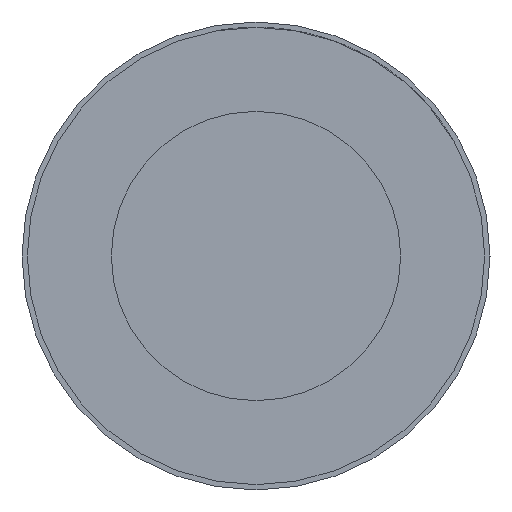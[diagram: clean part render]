
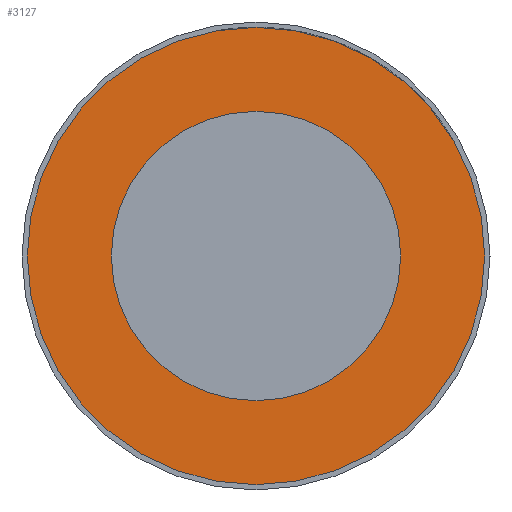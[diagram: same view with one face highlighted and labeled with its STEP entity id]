
A CAD part, left-side view. The second image highlights one B-rep face of the part: STEP entity #3127.
In plain terms, the highlighted planar face has unit normal (-1, 0, 0).
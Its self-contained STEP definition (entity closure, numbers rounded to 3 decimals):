
#136 = AXIS2_PLACEMENT_3D ( 'NONE', #2671, #1133, #3618 ) ;
#604 = DIRECTION ( 'NONE',  ( 0., 0., 1. ) ) ;
#678 = ORIENTED_EDGE ( 'NONE', *, *, #5376, .F. ) ;
#680 = CARTESIAN_POINT ( 'NONE',  ( 0., 0., -10.75 ) ) ;
#895 = PLANE ( 'NONE',  #4210 ) ;
#905 = DIRECTION ( 'NONE',  ( 0., 0., 1. ) ) ;
#1133 = DIRECTION ( 'NONE',  ( -1., 0., 0. ) ) ;
#1433 = EDGE_LOOP ( 'NONE', ( #5892, #1871 ) ) ;
#1518 = ORIENTED_EDGE ( 'NONE', *, *, #4615, .F. ) ;
#1857 = CIRCLE ( 'NONE', #5923, 6.8 ) ;
#1871 = ORIENTED_EDGE ( 'NONE', *, *, #5711, .T. ) ;
#1907 = CARTESIAN_POINT ( 'NONE',  ( 0., 0., 0. ) ) ;
#1974 = DIRECTION ( 'NONE',  ( 0., 0., 1. ) ) ;
#2294 = AXIS2_PLACEMENT_3D ( 'NONE', #5199, #5732, #604 ) ;
#2366 = FACE_BOUND ( 'NONE', #5018, .T. ) ;
#2608 = CIRCLE ( 'NONE', #4655, 10.75 ) ;
#2616 = CARTESIAN_POINT ( 'NONE',  ( 0., 0., 0. ) ) ;
#2671 = CARTESIAN_POINT ( 'NONE',  ( 0., 0., 0. ) ) ;
#2680 = DIRECTION ( 'NONE',  ( -1., 0., 0. ) ) ;
#2843 = CARTESIAN_POINT ( 'NONE',  ( 0., 0., -6.8 ) ) ;
#2969 = DIRECTION ( 'NONE',  ( -1., 0., 0. ) ) ;
#3127 = ADVANCED_FACE ( 'NONE', ( #2366, #3404 ), #895, .T. ) ;
#3151 = VERTEX_POINT ( 'NONE', #2843 ) ;
#3215 = DIRECTION ( 'NONE',  ( 0., 0., 1. ) ) ;
#3404 = FACE_OUTER_BOUND ( 'NONE', #1433, .T. ) ;
#3445 = CARTESIAN_POINT ( 'NONE',  ( 0., 0., 0. ) ) ;
#3618 = DIRECTION ( 'NONE',  ( 0., 0., 1. ) ) ;
#4111 = CIRCLE ( 'NONE', #2294, 6.8 ) ;
#4196 = EDGE_CURVE ( 'NONE', #5924, #4525, #2608, .T. ) ;
#4210 = AXIS2_PLACEMENT_3D ( 'NONE', #1907, #2969, #1974 ) ;
#4525 = VERTEX_POINT ( 'NONE', #680 ) ;
#4615 = EDGE_CURVE ( 'NONE', #3151, #5501, #4111, .T. ) ;
#4655 = AXIS2_PLACEMENT_3D ( 'NONE', #3445, #5506, #905 ) ;
#5018 = EDGE_LOOP ( 'NONE', ( #678, #1518 ) ) ;
#5199 = CARTESIAN_POINT ( 'NONE',  ( 0., 0., 0. ) ) ;
#5376 = EDGE_CURVE ( 'NONE', #5501, #3151, #1857, .T. ) ;
#5501 = VERTEX_POINT ( 'NONE', #5773 ) ;
#5506 = DIRECTION ( 'NONE',  ( -1., 0., 0. ) ) ;
#5711 = EDGE_CURVE ( 'NONE', #4525, #5924, #6454, .T. ) ;
#5726 = CARTESIAN_POINT ( 'NONE',  ( 0., 0., 10.75 ) ) ;
#5732 = DIRECTION ( 'NONE',  ( -1., 0., 0. ) ) ;
#5773 = CARTESIAN_POINT ( 'NONE',  ( 0., 0., 6.8 ) ) ;
#5892 = ORIENTED_EDGE ( 'NONE', *, *, #4196, .T. ) ;
#5923 = AXIS2_PLACEMENT_3D ( 'NONE', #2616, #2680, #3215 ) ;
#5924 = VERTEX_POINT ( 'NONE', #5726 ) ;
#6454 = CIRCLE ( 'NONE', #136, 10.75 ) ;
